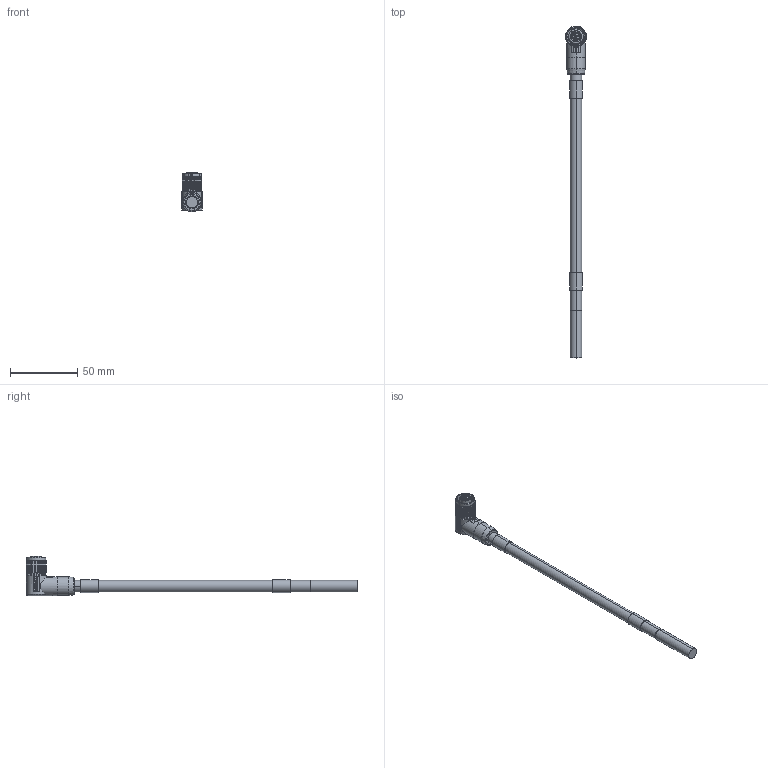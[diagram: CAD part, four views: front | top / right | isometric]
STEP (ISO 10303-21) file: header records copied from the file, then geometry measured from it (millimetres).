
FILE_DESCRIPTION((''),'2;1');
FILE_NAME('1430174','2014-03-13T',('ascheerer'),(''),'PRO/ENGINEER BY PARAMETRIC TECHNOLOGY CORPORATION, 2012480','PRO/ENGINEER BY PARAMETRIC TECHNOLOGY CORPORATION, 2012480','');
FILE_SCHEMA(('AUTOMOTIVE_DESIGN { 1 0 10303 214 1 1 1 1 }'));
Length unit declared in the file: millimetre
Products named in the file (1): 1430174
Bounding box: 15.4 x 246.9 x 29.65 mm (x, y, z)
Volume: 19904.1 mm3; surface area: 9466.4 mm2
Topology: 1 solids, 1 shells, 767 faces, 2037 edges, 1352 vertices
Faces by surface type: plane 423, cylinder 176, extrusion 64, bspline 45, cone 29, torus 28, sphere 2
Entity records: 28549 total; most frequent: CARTESIAN_POINT 9715, ORIENTED_EDGE 4074, DIRECTION 3462, EDGE_CURVE 2037, VECTOR 1392, VERTEX_POINT 1352, LINE 1328, AXIS2_PLACEMENT_3D 1035
